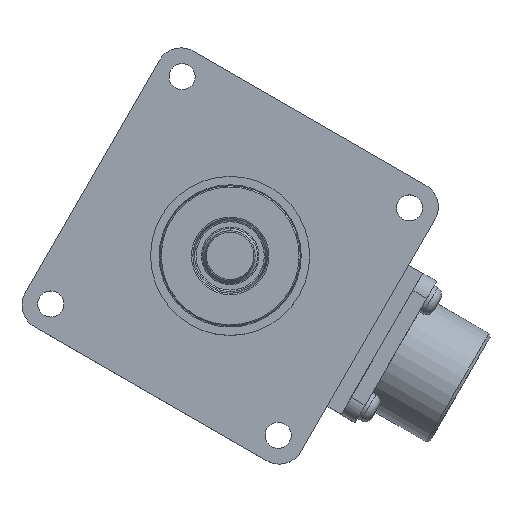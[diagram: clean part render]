
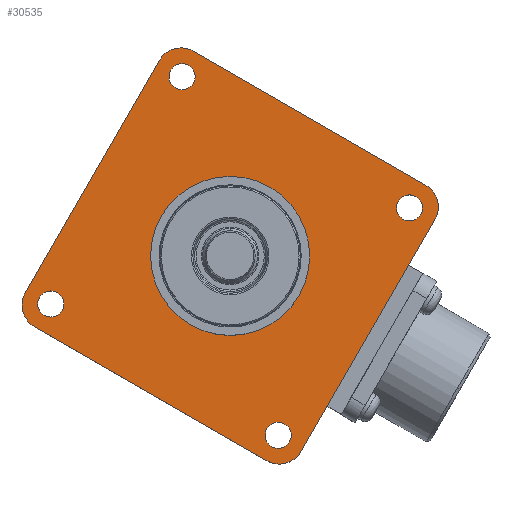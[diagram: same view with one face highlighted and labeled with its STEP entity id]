
A CAD part, top view. The second image highlights one B-rep face of the part: STEP entity #30535.
In plain terms, the highlighted planar face has unit normal (0, 0, 1).
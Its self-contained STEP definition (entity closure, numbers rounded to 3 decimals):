
#10005=DIRECTION('',(0.5,0.866,0.));
#10006=VECTOR('',#10005,53.5);
#10007=CARTESIAN_POINT('',(-40.871,-7.291,22.5));
#10008=LINE('',#10007,#10006);
#10009=CARTESIAN_POINT('',(-9.791,36.541,22.5));
#10010=DIRECTION('',(0.,0.,1.));
#10011=DIRECTION('',(0.5,0.866,0.));
#10012=AXIS2_PLACEMENT_3D('',#10009,#10010,#10011);
#10014=DIRECTION('',(0.866,-0.5,0.));
#10015=VECTOR('',#10014,53.5);
#10016=CARTESIAN_POINT('',(-7.291,40.871,22.5));
#10017=LINE('',#10016,#10015);
#10018=CARTESIAN_POINT('',(36.541,9.791,22.5));
#10019=DIRECTION('',(0.,0.,1.));
#10020=DIRECTION('',(0.866,-0.5,0.));
#10021=AXIS2_PLACEMENT_3D('',#10018,#10019,#10020);
#10023=DIRECTION('',(-0.5,-0.866,0.));
#10024=VECTOR('',#10023,53.5);
#10025=CARTESIAN_POINT('',(40.871,7.291,22.5));
#10026=LINE('',#10025,#10024);
#10027=CARTESIAN_POINT('',(9.791,-36.541,22.5));
#10028=DIRECTION('',(0.,0.,1.));
#10029=DIRECTION('',(-0.5,-0.866,0.));
#10030=AXIS2_PLACEMENT_3D('',#10027,#10028,#10029);
#10032=DIRECTION('',(-0.866,0.5,0.));
#10033=VECTOR('',#10032,53.5);
#10034=CARTESIAN_POINT('',(7.291,-40.871,22.5));
#10035=LINE('',#10034,#10033);
#10036=CARTESIAN_POINT('',(-36.541,-9.791,22.5));
#10037=DIRECTION('',(0.,0.,1.));
#10038=DIRECTION('',(-0.866,0.5,0.));
#10039=AXIS2_PLACEMENT_3D('',#10036,#10037,#10038);
#10041=CARTESIAN_POINT('',(9.59,-35.79,22.5));
#10042=DIRECTION('',(0.,0.,-1.));
#10043=DIRECTION('',(0.,-1.,0.));
#10044=AXIS2_PLACEMENT_3D('',#10041,#10042,#10043);
#10046=CARTESIAN_POINT('',(9.59,-35.79,22.5));
#10047=DIRECTION('',(0.,0.,-1.));
#10048=DIRECTION('',(0.,1.,0.));
#10049=AXIS2_PLACEMENT_3D('',#10046,#10047,#10048);
#10051=CARTESIAN_POINT('',(-35.79,-9.59,22.5));
#10052=DIRECTION('',(0.,0.,-1.));
#10053=DIRECTION('',(0.,-1.,0.));
#10054=AXIS2_PLACEMENT_3D('',#10051,#10052,#10053);
#10056=CARTESIAN_POINT('',(-35.79,-9.59,22.5));
#10057=DIRECTION('',(0.,0.,-1.));
#10058=DIRECTION('',(0.,1.,0.));
#10059=AXIS2_PLACEMENT_3D('',#10056,#10057,#10058);
#10061=CARTESIAN_POINT('',(35.79,9.59,22.5));
#10062=DIRECTION('',(0.,0.,-1.));
#10063=DIRECTION('',(0.,-1.,0.));
#10064=AXIS2_PLACEMENT_3D('',#10061,#10062,#10063);
#10066=CARTESIAN_POINT('',(35.79,9.59,22.5));
#10067=DIRECTION('',(0.,0.,-1.));
#10068=DIRECTION('',(0.,1.,0.));
#10069=AXIS2_PLACEMENT_3D('',#10066,#10067,#10068);
#10071=CARTESIAN_POINT('',(-9.59,35.79,22.5));
#10072=DIRECTION('',(0.,0.,-1.));
#10073=DIRECTION('',(0.,-1.,0.));
#10074=AXIS2_PLACEMENT_3D('',#10071,#10072,#10073);
#10076=CARTESIAN_POINT('',(-9.59,35.79,22.5));
#10077=DIRECTION('',(0.,0.,-1.));
#10078=DIRECTION('',(0.,1.,0.));
#10079=AXIS2_PLACEMENT_3D('',#10076,#10077,#10078);
#10133=CARTESIAN_POINT('',(0.,0.,22.5));
#10134=DIRECTION('',(0.,0.,1.));
#10135=DIRECTION('',(0.,1.,0.));
#10136=AXIS2_PLACEMENT_3D('',#10133,#10134,#10135);
#10152=CARTESIAN_POINT('',(0.,0.,22.5));
#10153=DIRECTION('',(0.,0.,-1.));
#10154=DIRECTION('',(0.,1.,0.));
#10155=AXIS2_PLACEMENT_3D('',#10152,#10153,#10154);
#16943=CARTESIAN_POINT('',(-40.871,-7.291,22.5));
#16945=VERTEX_POINT('',#16943);
#16947=CARTESIAN_POINT('',(-14.121,39.041,22.5));
#16949=VERTEX_POINT('',#16947);
#16951=CARTESIAN_POINT('',(-7.291,40.871,22.5));
#16953=VERTEX_POINT('',#16951);
#16955=CARTESIAN_POINT('',(39.041,14.121,22.5));
#16957=VERTEX_POINT('',#16955);
#16959=CARTESIAN_POINT('',(40.871,7.291,22.5));
#16961=VERTEX_POINT('',#16959);
#16963=CARTESIAN_POINT('',(14.121,-39.041,22.5));
#16965=VERTEX_POINT('',#16963);
#16967=CARTESIAN_POINT('',(7.291,-40.871,22.5));
#16969=VERTEX_POINT('',#16967);
#16971=CARTESIAN_POINT('',(-39.041,-14.121,22.5));
#16973=VERTEX_POINT('',#16971);
#16975=CARTESIAN_POINT('',(0.,15.875,22.5));
#16976=CARTESIAN_POINT('',(0.,-15.875,22.5));
#16977=VERTEX_POINT('',#16975);
#16978=VERTEX_POINT('',#16976);
#16983=CARTESIAN_POINT('',(-9.59,33.19,22.5));
#16984=CARTESIAN_POINT('',(-9.59,38.39,22.5));
#16985=VERTEX_POINT('',#16983);
#16986=VERTEX_POINT('',#16984);
#16991=CARTESIAN_POINT('',(35.79,6.99,22.5));
#16992=CARTESIAN_POINT('',(35.79,12.19,22.5));
#16993=VERTEX_POINT('',#16991);
#16994=VERTEX_POINT('',#16992);
#16999=CARTESIAN_POINT('',(-35.79,-12.19,22.5));
#17000=CARTESIAN_POINT('',(-35.79,-6.99,22.5));
#17001=VERTEX_POINT('',#16999);
#17002=VERTEX_POINT('',#17000);
#17007=CARTESIAN_POINT('',(9.59,-38.39,22.5));
#17008=CARTESIAN_POINT('',(9.59,-33.19,22.5));
#17009=VERTEX_POINT('',#17007);
#17010=VERTEX_POINT('',#17008);
#30484=CARTESIAN_POINT('',(0.,0.,22.5));
#30485=DIRECTION('',(0.,0.,-1.));
#30486=DIRECTION('',(0.,1.,0.));
#30487=AXIS2_PLACEMENT_3D('',#30484,#30485,#30486);
#30488=PLANE('',#30487);
#30489=ORIENTED_EDGE('',*,*,#30465,.T.);
#30491=ORIENTED_EDGE('',*,*,#30490,.F.);
#30493=ORIENTED_EDGE('',*,*,#30492,.T.);
#30495=ORIENTED_EDGE('',*,*,#30494,.F.);
#30497=ORIENTED_EDGE('',*,*,#30496,.T.);
#30499=ORIENTED_EDGE('',*,*,#30498,.F.);
#30501=ORIENTED_EDGE('',*,*,#30500,.T.);
#30502=ORIENTED_EDGE('',*,*,#30476,.F.);
#30503=EDGE_LOOP('',(#30489,#30491,#30493,#30495,#30497,#30499,#30501,#30502));
#30504=FACE_OUTER_BOUND('',#30503,.F.);
#30506=ORIENTED_EDGE('',*,*,#30505,.F.);
#30508=ORIENTED_EDGE('',*,*,#30507,.F.);
#30509=EDGE_LOOP('',(#30506,#30508));
#30510=FACE_BOUND('',#30509,.F.);
#30512=ORIENTED_EDGE('',*,*,#30511,.F.);
#30514=ORIENTED_EDGE('',*,*,#30513,.F.);
#30515=EDGE_LOOP('',(#30512,#30514));
#30516=FACE_BOUND('',#30515,.F.);
#30518=ORIENTED_EDGE('',*,*,#30517,.F.);
#30520=ORIENTED_EDGE('',*,*,#30519,.F.);
#30521=EDGE_LOOP('',(#30518,#30520));
#30522=FACE_BOUND('',#30521,.F.);
#30524=ORIENTED_EDGE('',*,*,#30523,.T.);
#30526=ORIENTED_EDGE('',*,*,#30525,.F.);
#30527=EDGE_LOOP('',(#30524,#30526));
#30528=FACE_BOUND('',#30527,.F.);
#30530=ORIENTED_EDGE('',*,*,#30529,.F.);
#30532=ORIENTED_EDGE('',*,*,#30531,.F.);
#30533=EDGE_LOOP('',(#30530,#30532));
#30534=FACE_BOUND('',#30533,.F.);
#10013=CIRCLE('',#10012,5.);
#10022=CIRCLE('',#10021,5.);
#10031=CIRCLE('',#10030,5.);
#10040=CIRCLE('',#10039,5.);
#10045=CIRCLE('',#10044,2.6);
#10050=CIRCLE('',#10049,2.6);
#10055=CIRCLE('',#10054,2.6);
#10060=CIRCLE('',#10059,2.6);
#10065=CIRCLE('',#10064,2.6);
#10070=CIRCLE('',#10069,2.6);
#10075=CIRCLE('',#10074,2.6);
#10080=CIRCLE('',#10079,2.6);
#10137=CIRCLE('',#10136,15.875);
#10156=CIRCLE('',#10155,15.875);
#30465=EDGE_CURVE('',#16945,#16949,#10008,.T.);
#30476=EDGE_CURVE('',#16945,#16973,#10040,.T.);
#30490=EDGE_CURVE('',#16953,#16949,#10013,.T.);
#30492=EDGE_CURVE('',#16953,#16957,#10017,.T.);
#30494=EDGE_CURVE('',#16961,#16957,#10022,.T.);
#30496=EDGE_CURVE('',#16961,#16965,#10026,.T.);
#30498=EDGE_CURVE('',#16969,#16965,#10031,.T.);
#30500=EDGE_CURVE('',#16969,#16973,#10035,.T.);
#30505=EDGE_CURVE('',#17009,#17010,#10045,.T.);
#30507=EDGE_CURVE('',#17010,#17009,#10050,.T.);
#30511=EDGE_CURVE('',#17001,#17002,#10055,.T.);
#30513=EDGE_CURVE('',#17002,#17001,#10060,.T.);
#30517=EDGE_CURVE('',#16993,#16994,#10065,.T.);
#30519=EDGE_CURVE('',#16994,#16993,#10070,.T.);
#30523=EDGE_CURVE('',#16977,#16978,#10137,.T.);
#30525=EDGE_CURVE('',#16977,#16978,#10156,.T.);
#30529=EDGE_CURVE('',#16985,#16986,#10075,.T.);
#30531=EDGE_CURVE('',#16986,#16985,#10080,.T.);
#30535=ADVANCED_FACE('',(#30504,#30510,#30516,#30522,#30528,#30534),#30488,.F.);
